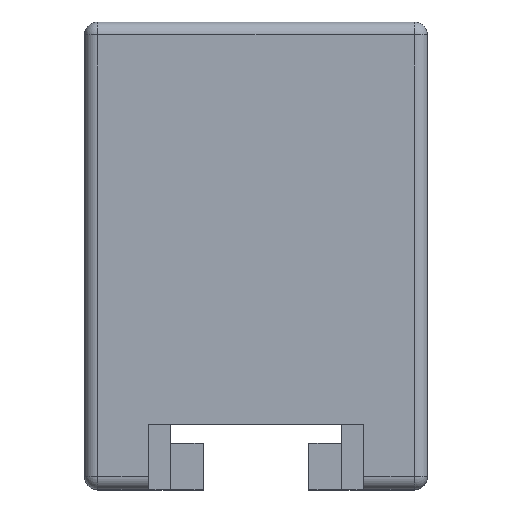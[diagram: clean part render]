
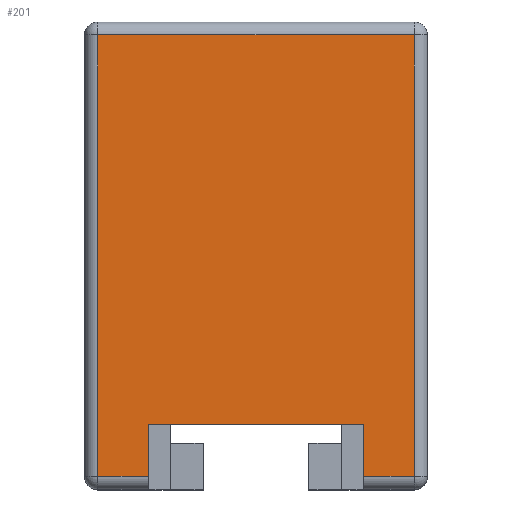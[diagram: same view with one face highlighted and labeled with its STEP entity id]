
A CAD part, top view. The second image highlights one B-rep face of the part: STEP entity #201.
In plain terms, the highlighted planar face has unit normal (0, 0, 1).
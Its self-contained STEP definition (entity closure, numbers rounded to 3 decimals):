
#109 = EDGE_CURVE('',#110,#112,#114,.T.);
#110 = VERTEX_POINT('',#111);
#111 = CARTESIAN_POINT('',(-2.91,-16.27,11.55));
#112 = VERTEX_POINT('',#113);
#113 = CARTESIAN_POINT('',(-0.95,-16.27,11.55));
#114 = LINE('',#115,#116);
#115 = CARTESIAN_POINT('',(-2.91,-16.27,11.55));
#116 = VECTOR('',#117,1.);
#117 = DIRECTION('',(1.,0.,0.));
#145 = VERTEX_POINT('',#146);
#146 = CARTESIAN_POINT('',(-0.95,-14.27,11.55));
#160 = EDGE_CURVE('',#112,#145,#161,.T.);
#161 = LINE('',#162,#163);
#162 = CARTESIAN_POINT('',(-0.95,-16.27,11.55));
#163 = VECTOR('',#164,1.);
#164 = DIRECTION('',(0.,1.,0.));
#174 = EDGE_CURVE('',#175,#145,#177,.T.);
#175 = VERTEX_POINT('',#176);
#176 = CARTESIAN_POINT('',(7.33,-14.27,11.55));
#177 = LINE('',#178,#179);
#178 = CARTESIAN_POINT('',(7.33,-14.27,11.55));
#179 = VECTOR('',#180,1.);
#180 = DIRECTION('',(-1.,0.,0.));
#201 = ADVANCED_FACE('',(#202),#245,.T.);
#202 = FACE_BOUND('',#203,.F.);
#203 = EDGE_LOOP('',(#204,#214,#222,#230,#236,#237,#238,#239));
#204 = ORIENTED_EDGE('',*,*,#205,.F.);
#205 = EDGE_CURVE('',#206,#208,#210,.T.);
#206 = VERTEX_POINT('',#207);
#207 = CARTESIAN_POINT('',(9.29,0.73,11.55));
#208 = VERTEX_POINT('',#209);
#209 = CARTESIAN_POINT('',(-2.91,0.73,11.55));
#210 = LINE('',#211,#212);
#211 = CARTESIAN_POINT('',(9.29,0.73,11.55));
#212 = VECTOR('',#213,1.);
#213 = DIRECTION('',(-1.,0.,0.));
#214 = ORIENTED_EDGE('',*,*,#215,.F.);
#215 = EDGE_CURVE('',#216,#206,#218,.T.);
#216 = VERTEX_POINT('',#217);
#217 = CARTESIAN_POINT('',(9.29,-16.27,11.55));
#218 = LINE('',#219,#220);
#219 = CARTESIAN_POINT('',(9.29,-16.27,11.55));
#220 = VECTOR('',#221,1.);
#221 = DIRECTION('',(0.,1.,0.));
#222 = ORIENTED_EDGE('',*,*,#223,.F.);
#223 = EDGE_CURVE('',#224,#216,#226,.T.);
#224 = VERTEX_POINT('',#225);
#225 = CARTESIAN_POINT('',(7.33,-16.27,11.55));
#226 = LINE('',#227,#228);
#227 = CARTESIAN_POINT('',(7.33,-16.27,11.55));
#228 = VECTOR('',#229,1.);
#229 = DIRECTION('',(1.,0.,0.));
#230 = ORIENTED_EDGE('',*,*,#231,.T.);
#231 = EDGE_CURVE('',#224,#175,#232,.T.);
#232 = LINE('',#233,#234);
#233 = CARTESIAN_POINT('',(7.33,-16.27,11.55));
#234 = VECTOR('',#235,1.);
#235 = DIRECTION('',(0.,1.,0.));
#236 = ORIENTED_EDGE('',*,*,#174,.T.);
#237 = ORIENTED_EDGE('',*,*,#160,.F.);
#238 = ORIENTED_EDGE('',*,*,#109,.F.);
#239 = ORIENTED_EDGE('',*,*,#240,.F.);
#240 = EDGE_CURVE('',#208,#110,#241,.T.);
#241 = LINE('',#242,#243);
#242 = CARTESIAN_POINT('',(-2.91,0.73,11.55));
#243 = VECTOR('',#244,1.);
#244 = DIRECTION('',(0.,-1.,0.));
#245 = PLANE('',#246);
#246 = AXIS2_PLACEMENT_3D('',#247,#248,#249);
#247 = CARTESIAN_POINT('',(9.79,-16.77,11.55));
#248 = DIRECTION('',(0.,0.,1.));
#249 = DIRECTION('',(-1.,0.,0.));
